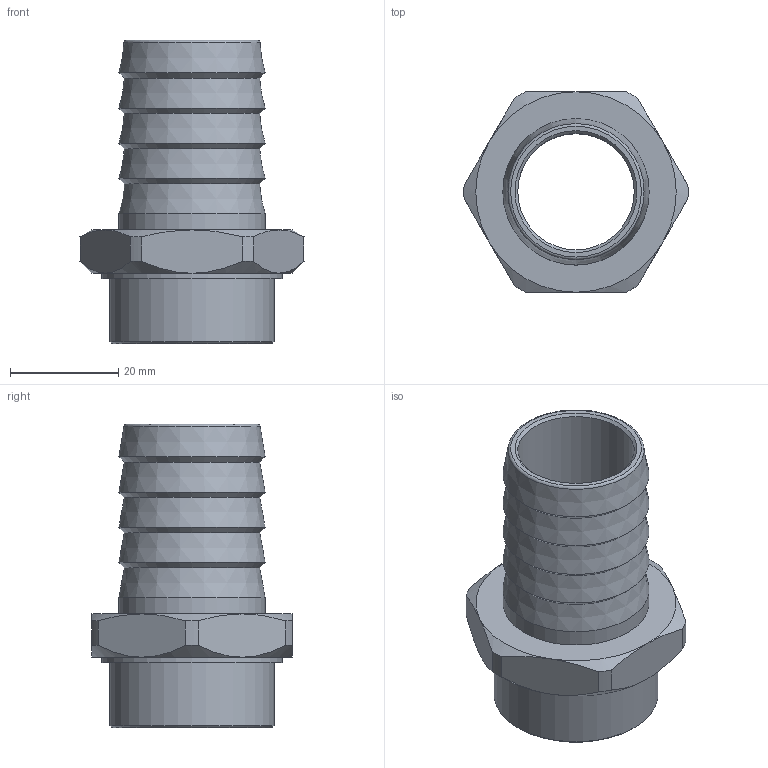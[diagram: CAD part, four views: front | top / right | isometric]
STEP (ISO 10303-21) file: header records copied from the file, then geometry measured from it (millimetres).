
FILE_DESCRIPTION(( 'RA.30.25.01.STP' ), '1');
FILE_NAME( 'RA.30.25.01.STP', '2018-10-11T14:30:02',( 'Sopra'),('sopra-pneumatic.com'), 'SwSTEP 2.0','SolidWorks 2009','' );
FILE_SCHEMA (('AUTOMOTIVE_DESIGN { 1 0 10303 214 1 1 1 1 }'));
Length unit declared in the file: millimetre
Products named in the file (2): Root; 401053
Assembly tree (1 placements, depth 2):
  Root
    401053
Bounding box: 41.39 x 37 x 56 mm (x, y, z)
Volume: 14017.7 mm3; surface area: 10655.8 mm2
Topology: 1 solids, 1 shells, 48 faces, 107 edges, 64 vertices
Faces by surface type: cone 25, plane 11, cylinder 11, torus 1
Full cylindrical faces by diameter (mm): 21.5 x1, 26.5 x1, 27 x1, 30.291 x1, 33.249 x1
Entity records: 2076 total; most frequent: DIRECTION 254, CARTESIAN_POINT 192, PRESENTATION_STYLE_ASSIGNMENT 167, COLOUR_RGB 167, DRAUGHTING_PRE_DEFINED_CURVE_FONT 166, CURVE_STYLE 166, OVER_RIDING_STYLED_ITEM 166, ORIENTED_EDGE 166
